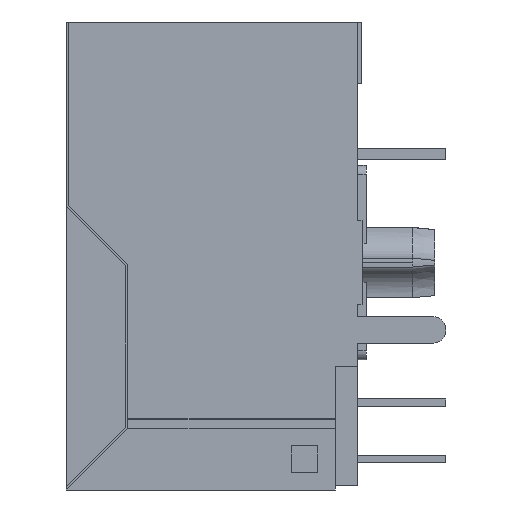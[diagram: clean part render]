
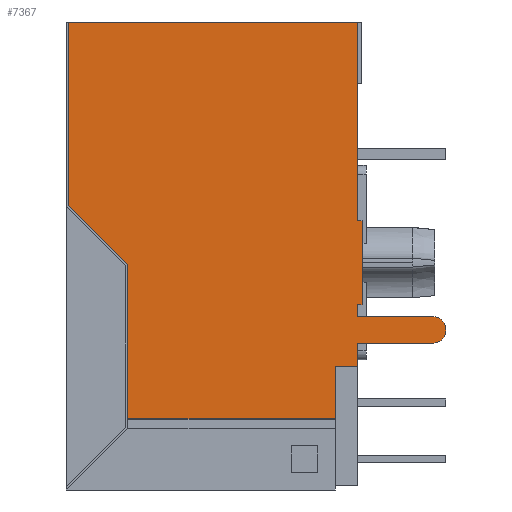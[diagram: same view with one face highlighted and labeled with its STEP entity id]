
A CAD part, left-side view. The second image highlights one B-rep face of the part: STEP entity #7367.
In plain terms, the highlighted planar face has unit normal (-1, 0, 0).
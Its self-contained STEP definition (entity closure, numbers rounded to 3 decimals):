
#23 = ORIENTED_EDGE ( 'NONE', *, *, #13026, .F. ) ;
#336 = CARTESIAN_POINT ( 'NONE',  ( -8., 3.9, -17.78 ) ) ;
#626 = DIRECTION ( 'NONE',  ( 0., 0., -1. ) ) ;
#1199 = VECTOR ( 'NONE', #10333, 1000. ) ;
#1471 = CARTESIAN_POINT ( 'NONE',  ( -8., 6.7, -8. ) ) ;
#1505 = CARTESIAN_POINT ( 'NONE',  ( -8., -6.51, -15.4 ) ) ;
#1518 = CARTESIAN_POINT ( 'NONE',  ( -8., -10.51, -13.15 ) ) ;
#1669 = LINE ( 'NONE', #4032, #5393 ) ;
#1993 = CARTESIAN_POINT ( 'NONE',  ( -8., -9.91, -14.35 ) ) ;
#2127 = LINE ( 'NONE', #11327, #15116 ) ;
#2156 = ORIENTED_EDGE ( 'NONE', *, *, #7921, .T. ) ;
#2178 = AXIS2_PLACEMENT_3D ( 'NONE', #4604, #13412, #5879 ) ;
#2369 = EDGE_CURVE ( 'NONE', #4484, #12927, #7741, .T. ) ;
#2759 = DIRECTION ( 'NONE',  ( 0., 0., -1. ) ) ;
#2858 = LINE ( 'NONE', #4872, #5404 ) ;
#2885 = CARTESIAN_POINT ( 'NONE',  ( -8., -6.71, -12.6 ) ) ;
#2893 = ORIENTED_EDGE ( 'NONE', *, *, #2369, .T. ) ;
#3318 = CARTESIAN_POINT ( 'NONE',  ( -8., -6.51, -13.15 ) ) ;
#3445 = VERTEX_POINT ( 'NONE', #4912 ) ;
#3492 = EDGE_CURVE ( 'NONE', #13891, #10816, #9652, .T. ) ;
#3655 = EDGE_CURVE ( 'NONE', #9303, #4695, #12421, .T. ) ;
#3704 = VERTEX_POINT ( 'NONE', #1993 ) ;
#3814 = LINE ( 'NONE', #13981, #10153 ) ;
#3880 = CARTESIAN_POINT ( 'NONE',  ( -8., -6.71, -12.6 ) ) ;
#3975 = VECTOR ( 'NONE', #13479, 1000. ) ;
#4032 = CARTESIAN_POINT ( 'NONE',  ( -8., -10.51, -14.35 ) ) ;
#4130 = DIRECTION ( 'NONE',  ( 0., 1., 0. ) ) ;
#4238 = LINE ( 'NONE', #4965, #4819 ) ;
#4348 = VERTEX_POINT ( 'NONE', #10094 ) ;
#4484 = VERTEX_POINT ( 'NONE', #336 ) ;
#4604 = CARTESIAN_POINT ( 'NONE',  ( -8., -9.91, -13.75 ) ) ;
#4695 = VERTEX_POINT ( 'NONE', #3880 ) ;
#4733 = EDGE_LOOP ( 'NONE', ( #15986, #12540, #12369, #9770, #23, #14903, #13739, #13606, #15630, #10436, #6988, #2156, #2893, #6418, #15276, #14516 ) ) ;
#4819 = VECTOR ( 'NONE', #15037, 1000. ) ;
#4821 = VERTEX_POINT ( 'NONE', #6994 ) ;
#4872 = CARTESIAN_POINT ( 'NONE',  ( -8., -6.51, -15.4 ) ) ;
#4894 = CARTESIAN_POINT ( 'NONE',  ( -8., -6.51, -14.35 ) ) ;
#4912 = CARTESIAN_POINT ( 'NONE',  ( -8., 6.6, -8.1 ) ) ;
#4965 = CARTESIAN_POINT ( 'NONE',  ( -8., -6.71, -8.8 ) ) ;
#5032 = DIRECTION ( 'NONE',  ( 0., 0., -1. ) ) ;
#5129 = VECTOR ( 'NONE', #5032, 1000. ) ;
#5306 = EDGE_CURVE ( 'NONE', #8865, #10816, #2127, .T. ) ;
#5393 = VECTOR ( 'NONE', #12867, 1000. ) ;
#5404 = VECTOR ( 'NONE', #6146, 1000. ) ;
#5408 = FACE_OUTER_BOUND ( 'NONE', #4733, .T. ) ;
#5579 = VERTEX_POINT ( 'NONE', #8270 ) ;
#5642 = DIRECTION ( 'NONE',  ( 0., 0., 1. ) ) ;
#5879 = DIRECTION ( 'NONE',  ( 0., 0., 1. ) ) ;
#5995 = VECTOR ( 'NONE', #9744, 1000. ) ;
#6146 = DIRECTION ( 'NONE',  ( 0., 0., -1. ) ) ;
#6418 = ORIENTED_EDGE ( 'NONE', *, *, #6754, .T. ) ;
#6486 = CARTESIAN_POINT ( 'NONE',  ( -8., -5.5, -15.4 ) ) ;
#6638 = LINE ( 'NONE', #1505, #13340 ) ;
#6731 = EDGE_CURVE ( 'NONE', #4821, #3445, #3814, .T. ) ;
#6754 = EDGE_CURVE ( 'NONE', #12927, #8865, #6798, .T. ) ;
#6798 = LINE ( 'NONE', #8996, #13100 ) ;
#6937 = VERTEX_POINT ( 'NONE', #9377 ) ;
#6988 = ORIENTED_EDGE ( 'NONE', *, *, #12401, .T. ) ;
#6994 = CARTESIAN_POINT ( 'NONE',  ( -8., 6.6, 0.2 ) ) ;
#7010 = DIRECTION ( 'NONE',  ( 0., 0., -1. ) ) ;
#7297 = CARTESIAN_POINT ( 'NONE',  ( -8., -6.71, -8.8 ) ) ;
#7367 = ADVANCED_FACE ( 'NONE', ( #5408 ), #11924, .T. ) ;
#7669 = EDGE_CURVE ( 'NONE', #9303, #12158, #4238, .T. ) ;
#7741 = LINE ( 'NONE', #15965, #3975 ) ;
#7921 = EDGE_CURVE ( 'NONE', #6937, #4484, #9972, .T. ) ;
#8250 = CARTESIAN_POINT ( 'NONE',  ( -8., -6.51, -15.4 ) ) ;
#8270 = CARTESIAN_POINT ( 'NONE',  ( -8., -9.91, -13.15 ) ) ;
#8474 = CARTESIAN_POINT ( 'NONE',  ( -8., -6.5, 0.2 ) ) ;
#8600 = EDGE_CURVE ( 'NONE', #3704, #5579, #13482, .T. ) ;
#8609 = EDGE_CURVE ( 'NONE', #10905, #4821, #12700, .T. ) ;
#8865 = VERTEX_POINT ( 'NONE', #6486 ) ;
#8996 = CARTESIAN_POINT ( 'NONE',  ( -8., -5.5, -21. ) ) ;
#9001 = DIRECTION ( 'NONE',  ( 0., -0.707, -0.707 ) ) ;
#9055 = VECTOR ( 'NONE', #626, 1000. ) ;
#9303 = VERTEX_POINT ( 'NONE', #7297 ) ;
#9377 = CARTESIAN_POINT ( 'NONE',  ( -8., 3.9, -10.8 ) ) ;
#9652 = LINE ( 'NONE', #10048, #5129 ) ;
#9744 = DIRECTION ( 'NONE',  ( 0., 1., 0. ) ) ;
#9770 = ORIENTED_EDGE ( 'NONE', *, *, #15124, .F. ) ;
#9972 = LINE ( 'NONE', #15829, #13314 ) ;
#10048 = CARTESIAN_POINT ( 'NONE',  ( -8., -6.51, -15.4 ) ) ;
#10094 = CARTESIAN_POINT ( 'NONE',  ( -8., -6.51, -12.6 ) ) ;
#10153 = VECTOR ( 'NONE', #15279, 1000. ) ;
#10273 = DIRECTION ( 'NONE',  ( 0., 0., 1. ) ) ;
#10282 = CARTESIAN_POINT ( 'NONE',  ( -8., -5.5, -17.78 ) ) ;
#10333 = DIRECTION ( 'NONE',  ( 0., 1., 0. ) ) ;
#10436 = ORIENTED_EDGE ( 'NONE', *, *, #6731, .T. ) ;
#10816 = VERTEX_POINT ( 'NONE', #8250 ) ;
#10842 = LINE ( 'NONE', #1518, #1199 ) ;
#10900 = VERTEX_POINT ( 'NONE', #3318 ) ;
#10905 = VERTEX_POINT ( 'NONE', #14672 ) ;
#11230 = LINE ( 'NONE', #1471, #11622 ) ;
#11327 = CARTESIAN_POINT ( 'NONE',  ( -8., -6.5, -15.4 ) ) ;
#11405 = VECTOR ( 'NONE', #4130, 1000. ) ;
#11622 = VECTOR ( 'NONE', #9001, 1000. ) ;
#11797 = LINE ( 'NONE', #2885, #11405 ) ;
#11924 = PLANE ( 'NONE',  #15561 ) ;
#12158 = VERTEX_POINT ( 'NONE', #16009 ) ;
#12369 = ORIENTED_EDGE ( 'NONE', *, *, #12405, .T. ) ;
#12401 = EDGE_CURVE ( 'NONE', #3445, #6937, #11230, .T. ) ;
#12405 = EDGE_CURVE ( 'NONE', #5579, #10900, #10842, .T. ) ;
#12421 = LINE ( 'NONE', #14411, #9055 ) ;
#12540 = ORIENTED_EDGE ( 'NONE', *, *, #8600, .T. ) ;
#12598 = DIRECTION ( 'NONE',  ( 0., -1., 0. ) ) ;
#12700 = LINE ( 'NONE', #8474, #5995 ) ;
#12867 = DIRECTION ( 'NONE',  ( 0., 1., 0. ) ) ;
#12927 = VERTEX_POINT ( 'NONE', #10282 ) ;
#13026 = EDGE_CURVE ( 'NONE', #4695, #4348, #11797, .T. ) ;
#13100 = VECTOR ( 'NONE', #10273, 1000. ) ;
#13178 = DIRECTION ( 'NONE',  ( -1., 0., 0. ) ) ;
#13314 = VECTOR ( 'NONE', #7010, 1000. ) ;
#13340 = VECTOR ( 'NONE', #2759, 1000. ) ;
#13412 = DIRECTION ( 'NONE',  ( -1., 0., 0. ) ) ;
#13479 = DIRECTION ( 'NONE',  ( 0., -1., 0. ) ) ;
#13482 = CIRCLE ( 'NONE', #2178, 0.6 ) ;
#13606 = ORIENTED_EDGE ( 'NONE', *, *, #14212, .F. ) ;
#13739 = ORIENTED_EDGE ( 'NONE', *, *, #7669, .T. ) ;
#13891 = VERTEX_POINT ( 'NONE', #4894 ) ;
#13981 = CARTESIAN_POINT ( 'NONE',  ( -8., 6.6, 0.2 ) ) ;
#14212 = EDGE_CURVE ( 'NONE', #10905, #12158, #6638, .T. ) ;
#14367 = CARTESIAN_POINT ( 'NONE',  ( -8., -6.5, -20.8 ) ) ;
#14411 = CARTESIAN_POINT ( 'NONE',  ( -8., -6.71, -8.8 ) ) ;
#14516 = ORIENTED_EDGE ( 'NONE', *, *, #3492, .F. ) ;
#14672 = CARTESIAN_POINT ( 'NONE',  ( -8., -6.51, 0.2 ) ) ;
#14903 = ORIENTED_EDGE ( 'NONE', *, *, #3655, .F. ) ;
#15037 = DIRECTION ( 'NONE',  ( 0., 1., 0. ) ) ;
#15116 = VECTOR ( 'NONE', #12598, 1000. ) ;
#15124 = EDGE_CURVE ( 'NONE', #4348, #10900, #2858, .T. ) ;
#15276 = ORIENTED_EDGE ( 'NONE', *, *, #5306, .T. ) ;
#15279 = DIRECTION ( 'NONE',  ( 0., 0., -1. ) ) ;
#15561 = AXIS2_PLACEMENT_3D ( 'NONE', #14367, #13178, #5642 ) ;
#15630 = ORIENTED_EDGE ( 'NONE', *, *, #8609, .T. ) ;
#15829 = CARTESIAN_POINT ( 'NONE',  ( -8., 3.9, -10.8 ) ) ;
#15965 = CARTESIAN_POINT ( 'NONE',  ( -8., 3.9, -17.78 ) ) ;
#15986 = ORIENTED_EDGE ( 'NONE', *, *, #16289, .F. ) ;
#16009 = CARTESIAN_POINT ( 'NONE',  ( -8., -6.51, -8.8 ) ) ;
#16289 = EDGE_CURVE ( 'NONE', #3704, #13891, #1669, .T. ) ;
